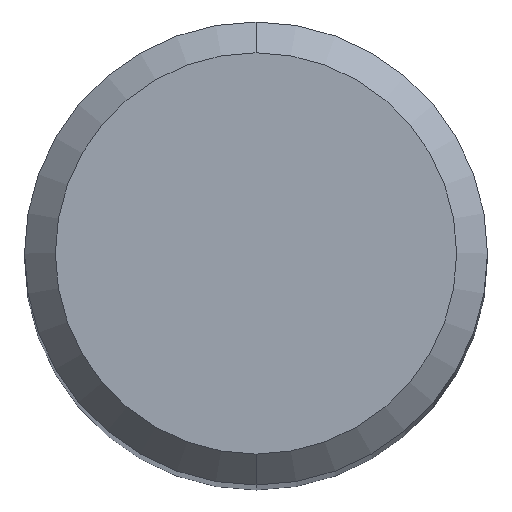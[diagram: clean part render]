
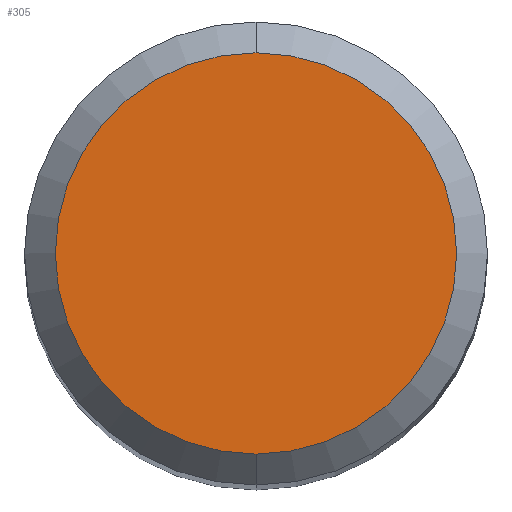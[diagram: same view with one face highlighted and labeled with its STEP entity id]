
A CAD part, top view. The second image highlights one B-rep face of the part: STEP entity #305.
In plain terms, the highlighted planar face has unit normal (0, 0, 1).
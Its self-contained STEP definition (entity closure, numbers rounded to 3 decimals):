
#209=VERTEX_POINT('',#523);
#305=ADVANCED_FACE('',(#630),#631,.T.);
#323=EDGE_CURVE('',#351,#209,#649,.T.);
#351=VERTEX_POINT('',#678);
#413=EDGE_CURVE('',#209,#351,#743,.T.);
#523=CARTESIAN_POINT('',(0.,-2.6,0.0));
#630=FACE_OUTER_BOUND('',#1084,.T.);
#631=PLANE('',#1085);
#649=CIRCLE('',#1112,2.6);
#678=CARTESIAN_POINT('',(0.0,2.6,0.0));
#743=CIRCLE('',#1329,2.6);
#1084=EDGE_LOOP('',(#1654,#1655));
#1085=AXIS2_PLACEMENT_3D('',#1656,#1657,#1658);
#1112=AXIS2_PLACEMENT_3D('',#1668,#1669,#1670);
#1329=AXIS2_PLACEMENT_3D('',#1725,#1726,#1727);
#1654=ORIENTED_EDGE('',*,*,#323,.F.);
#1655=ORIENTED_EDGE('',*,*,#413,.F.);
#1656=CARTESIAN_POINT('',(0.0,1.3,0.0));
#1657=DIRECTION('',(-0.0,0.0,1.0));
#1658=DIRECTION('',(0.0,-1.0,0.0));
#1668=CARTESIAN_POINT('',(0.0,0.0,0.0));
#1669=DIRECTION('',(0.0,0.0,-1.0));
#1670=DIRECTION('',(0.0,1.0,0.0));
#1725=CARTESIAN_POINT('',(0.0,0.0,0.0));
#1726=DIRECTION('',(0.0,0.0,-1.0));
#1727=DIRECTION('',(0.0,1.0,0.0));
